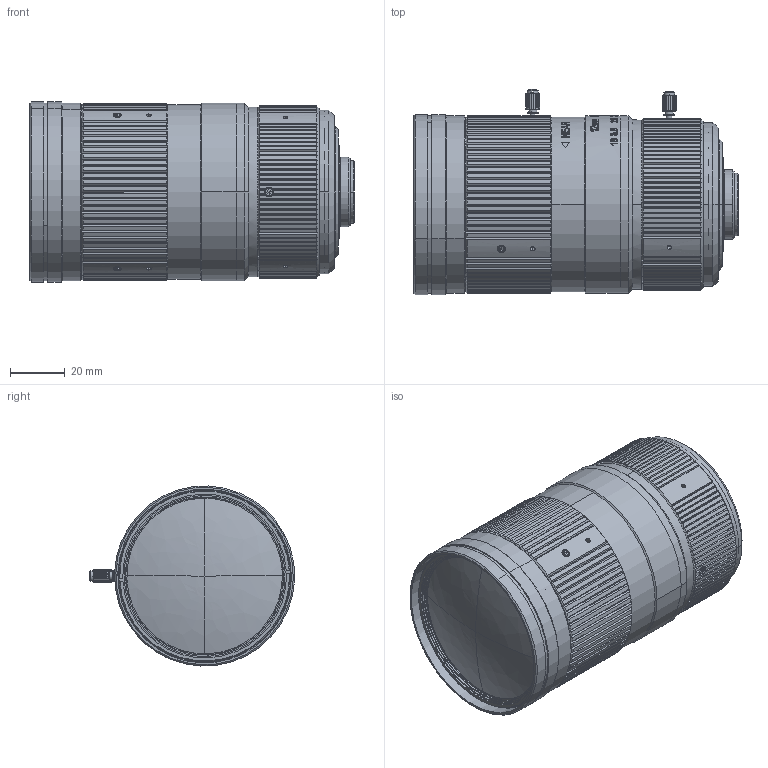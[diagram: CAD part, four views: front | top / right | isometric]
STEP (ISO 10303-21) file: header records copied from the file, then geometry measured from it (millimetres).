
FILE_DESCRIPTION (( 'STEP AP203' ), '1' );
FILE_NAME ('600071.STEP', '2023-06-19T03:00:54', ( 'Windows User' ), ( 'P R C' ), 'SwSTEP 2.0', 'SolidWorks 2020', '' );
FILE_SCHEMA (( 'CONFIG_CONTROL_DESIGN' ));
Length unit declared in the file: millimetre
Products named in the file (25): M1.6X3.5; ѹȦ1; 坶踡隊-4_1; N_1; 主筒压圈; N_2; ヶ噩芠; 綴噩芠; 蟀諉釱; 600071; M2X15-5; 絳隊; M1.6X3.5_3; M1.6X3.5_2; 光圈手轮; 坶踡隊-4; 垫圈1; 噩え; 薦噩芠-1; M1.6X3.5_4; -N; M1.6X3.5_1; 覃蝴忒謫; 芧謫芠; 蟀諉芠-1
Assembly tree (24 placements, depth 2):
  600071
    M1.6X3.5
    芧謫芠
    噩え
    主筒压圈
    垫圈1
    綴噩芠
    薦噩芠-1
    蟀諉釱
    M1.6X3.5_1
    M1.6X3.5_2
    坶踡隊-4_1
    絳隊
    光圈手轮
    N_1
    坶踡隊-4
    M2X15-5
    ヶ噩芠
    M1.6X3.5_3
    -N
    N_2
    蟀諉芠-1
    ѹȦ1
    覃蝴忒謫
    M1.6X3.5_4
Bounding box: 118.73 x 75.17 x 65.94 mm (x, y, z)
Volume: 62939.2 mm3; surface area: 97248.4 mm2
Topology: 27 solids, 31 shells, 1980 faces, 4946 edges, 3104 vertices
Faces by surface type: plane 823, cylinder 511, cone 344, bspline 302
Entity records: 111553 total; most frequent: CARTESIAN_POINT 64333, ORIENTED_EDGE 9848, DIRECTION 8333, EDGE_CURVE 4930, AXIS2_PLACEMENT_3D 3175, VERTEX_POINT 3104, EDGE_LOOP 2151, VECTOR 1983
